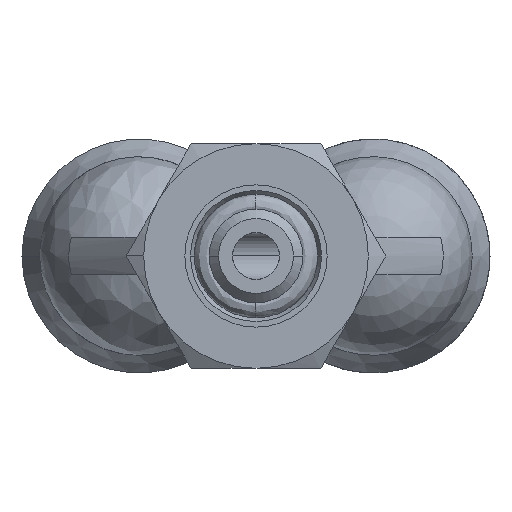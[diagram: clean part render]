
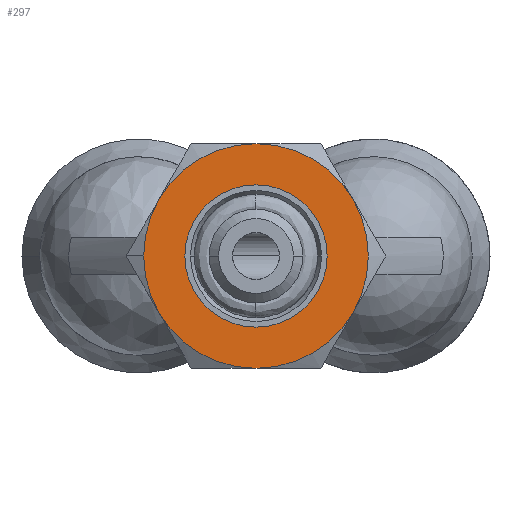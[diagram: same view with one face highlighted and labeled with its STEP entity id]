
A CAD part, front view. The second image highlights one B-rep face of the part: STEP entity #297.
In plain terms, the highlighted planar face has unit normal (0, -1, 0).
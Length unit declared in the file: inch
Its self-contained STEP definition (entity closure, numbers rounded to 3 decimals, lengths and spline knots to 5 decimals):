
#35 = ORIENTED_EDGE ( 'NONE', *, *, #2231, .T. ) ;
#96 = CARTESIAN_POINT ( 'NONE',  ( 0., -0.15748, 0. ) ) ;
#118 = DIRECTION ( 'NONE',  ( 0., 1., 0. ) ) ;
#175 = AXIS2_PLACEMENT_3D ( 'NONE', #3901, #3336, #3876 ) ;
#293 = CIRCLE ( 'NONE', #2468, 0.23622 ) ;
#297 = ADVANCED_FACE ( 'NONE', ( #924, #883 ), #1501, .T. ) ;
#310 = DIRECTION ( 'NONE',  ( 0., 1., 0. ) ) ;
#393 = EDGE_CURVE ( 'NONE', #2888, #3656, #868, .T. ) ;
#406 = DIRECTION ( 'NONE',  ( -1., 0., 0. ) ) ;
#479 = DIRECTION ( 'NONE',  ( 0., 1., 0. ) ) ;
#496 = CIRCLE ( 'NONE', #2784, 0.23622 ) ;
#532 = CIRCLE ( 'NONE', #1956, 0.23622 ) ;
#586 = EDGE_CURVE ( 'NONE', #836, #1336, #532, .T. ) ;
#612 = ORIENTED_EDGE ( 'NONE', *, *, #586, .F. ) ;
#619 = DIRECTION ( 'NONE',  ( -1., 0., 0. ) ) ;
#660 = AXIS2_PLACEMENT_3D ( 'NONE', #1805, #3917, #2123 ) ;
#669 = EDGE_CURVE ( 'NONE', #3656, #836, #496, .T. ) ;
#780 = AXIS2_PLACEMENT_3D ( 'NONE', #1219, #968, #3584 ) ;
#784 = VERTEX_POINT ( 'NONE', #2766 ) ;
#794 = VERTEX_POINT ( 'NONE', #1861 ) ;
#836 = VERTEX_POINT ( 'NONE', #2497 ) ;
#868 = CIRCLE ( 'NONE', #780, 0.23622 ) ;
#883 = FACE_OUTER_BOUND ( 'NONE', #1060, .T. ) ;
#924 = FACE_BOUND ( 'NONE', #2026, .T. ) ;
#968 = DIRECTION ( 'NONE',  ( 0., 1., 0. ) ) ;
#1060 = EDGE_LOOP ( 'NONE', ( #3282, #612, #2424, #2970, #1201, #2893, #3694 ) ) ;
#1115 = VERTEX_POINT ( 'NONE', #1576 ) ;
#1201 = ORIENTED_EDGE ( 'NONE', *, *, #3770, .F. ) ;
#1204 = VERTEX_POINT ( 'NONE', #3490 ) ;
#1219 = CARTESIAN_POINT ( 'NONE',  ( 0., -0.15748, 0. ) ) ;
#1332 = VERTEX_POINT ( 'NONE', #1695 ) ;
#1336 = VERTEX_POINT ( 'NONE', #3828 ) ;
#1501 = PLANE ( 'NONE',  #175 ) ;
#1576 = CARTESIAN_POINT ( 'NONE',  ( 0.14961, -0.15748, 0. ) ) ;
#1613 = DIRECTION ( 'NONE',  ( 0., 1., 0. ) ) ;
#1632 = AXIS2_PLACEMENT_3D ( 'NONE', #1663, #3796, #1975 ) ;
#1663 = CARTESIAN_POINT ( 'NONE',  ( 0., -0.15748, 0. ) ) ;
#1695 = CARTESIAN_POINT ( 'NONE',  ( 0.20457, -0.15748, 0.11811 ) ) ;
#1710 = EDGE_CURVE ( 'NONE', #1336, #1332, #3283, .T. ) ;
#1758 = CIRCLE ( 'NONE', #3785, 0.23622 ) ;
#1805 = CARTESIAN_POINT ( 'NONE',  ( 0., -0.15748, 0. ) ) ;
#1828 = CIRCLE ( 'NONE', #3197, 0.14961 ) ;
#1861 = CARTESIAN_POINT ( 'NONE',  ( 0., -0.15748, -0.23622 ) ) ;
#1956 = AXIS2_PLACEMENT_3D ( 'NONE', #3548, #3569, #3641 ) ;
#1971 = CARTESIAN_POINT ( 'NONE',  ( 0., -0.15748, 0. ) ) ;
#1975 = DIRECTION ( 'NONE',  ( -1., 0., 0. ) ) ;
#1979 = EDGE_CURVE ( 'NONE', #1332, #784, #2920, .T. ) ;
#2026 = EDGE_LOOP ( 'NONE', ( #35, #2031 ) ) ;
#2031 = ORIENTED_EDGE ( 'NONE', *, *, #2819, .T. ) ;
#2123 = DIRECTION ( 'NONE',  ( -1., 0., 0. ) ) ;
#2158 = CARTESIAN_POINT ( 'NONE',  ( 0., -0.15748, 0. ) ) ;
#2231 = EDGE_CURVE ( 'NONE', #1204, #1115, #2485, .T. ) ;
#2253 = DIRECTION ( 'NONE',  ( 0., 1., 0. ) ) ;
#2264 = CARTESIAN_POINT ( 'NONE',  ( 0., -0.15748, 0. ) ) ;
#2282 = DIRECTION ( 'NONE',  ( -1., 0., 0. ) ) ;
#2397 = CARTESIAN_POINT ( 'NONE',  ( -0.23622, -0.15748, 0. ) ) ;
#2424 = ORIENTED_EDGE ( 'NONE', *, *, #669, .F. ) ;
#2463 = DIRECTION ( 'NONE',  ( -1., 0., 0. ) ) ;
#2468 = AXIS2_PLACEMENT_3D ( 'NONE', #2158, #310, #2463 ) ;
#2485 = CIRCLE ( 'NONE', #2801, 0.14961 ) ;
#2497 = CARTESIAN_POINT ( 'NONE',  ( -0.20457, -0.15748, 0.11811 ) ) ;
#2766 = CARTESIAN_POINT ( 'NONE',  ( 0.20457, -0.15748, -0.11811 ) ) ;
#2784 = AXIS2_PLACEMENT_3D ( 'NONE', #2264, #479, #619 ) ;
#2801 = AXIS2_PLACEMENT_3D ( 'NONE', #3480, #1613, #3762 ) ;
#2819 = EDGE_CURVE ( 'NONE', #1115, #1204, #1828, .T. ) ;
#2884 = EDGE_CURVE ( 'NONE', #784, #794, #1758, .T. ) ;
#2888 = VERTEX_POINT ( 'NONE', #3519 ) ;
#2893 = ORIENTED_EDGE ( 'NONE', *, *, #2884, .F. ) ;
#2920 = CIRCLE ( 'NONE', #1632, 0.23622 ) ;
#2970 = ORIENTED_EDGE ( 'NONE', *, *, #393, .F. ) ;
#3197 = AXIS2_PLACEMENT_3D ( 'NONE', #96, #2253, #406 ) ;
#3282 = ORIENTED_EDGE ( 'NONE', *, *, #1710, .F. ) ;
#3283 = CIRCLE ( 'NONE', #660, 0.23622 ) ;
#3336 = DIRECTION ( 'NONE',  ( 0., -1., 0. ) ) ;
#3480 = CARTESIAN_POINT ( 'NONE',  ( 0., -0.15748, 0. ) ) ;
#3490 = CARTESIAN_POINT ( 'NONE',  ( -0.14961, -0.15748, 0. ) ) ;
#3519 = CARTESIAN_POINT ( 'NONE',  ( -0.20457, -0.15748, -0.11811 ) ) ;
#3548 = CARTESIAN_POINT ( 'NONE',  ( 0., -0.15748, 0. ) ) ;
#3569 = DIRECTION ( 'NONE',  ( 0., 1., 0. ) ) ;
#3584 = DIRECTION ( 'NONE',  ( -1., 0., 0. ) ) ;
#3641 = DIRECTION ( 'NONE',  ( -1., 0., 0. ) ) ;
#3656 = VERTEX_POINT ( 'NONE', #2397 ) ;
#3694 = ORIENTED_EDGE ( 'NONE', *, *, #1979, .F. ) ;
#3762 = DIRECTION ( 'NONE',  ( -1., 0., 0. ) ) ;
#3770 = EDGE_CURVE ( 'NONE', #794, #2888, #293, .T. ) ;
#3785 = AXIS2_PLACEMENT_3D ( 'NONE', #1971, #118, #2282 ) ;
#3796 = DIRECTION ( 'NONE',  ( 0., 1., 0. ) ) ;
#3828 = CARTESIAN_POINT ( 'NONE',  ( 0., -0.15748, 0.23622 ) ) ;
#3876 = DIRECTION ( 'NONE',  ( 1., 0., 0. ) ) ;
#3901 = CARTESIAN_POINT ( 'NONE',  ( -0.19291, -0.15748, 0. ) ) ;
#3917 = DIRECTION ( 'NONE',  ( 0., 1., 0. ) ) ;
